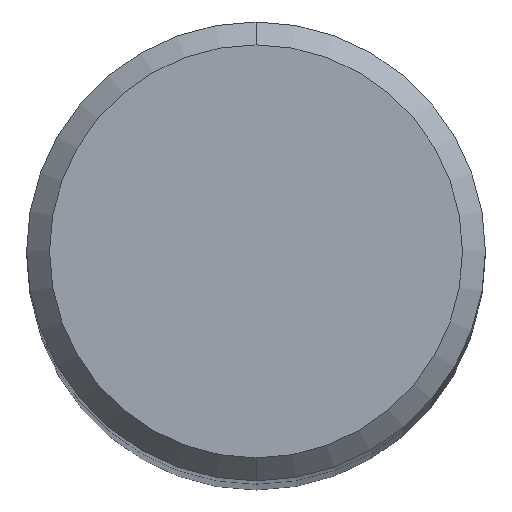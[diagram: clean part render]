
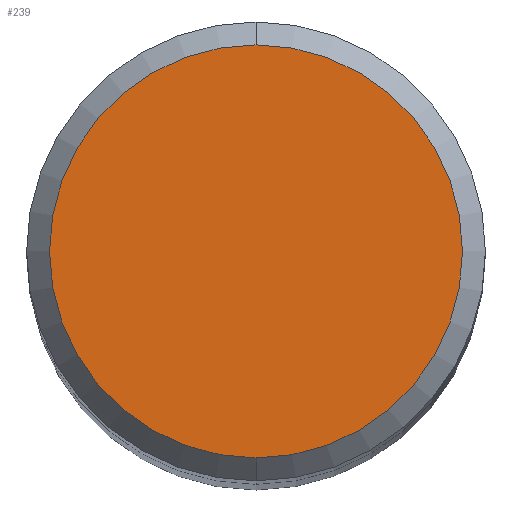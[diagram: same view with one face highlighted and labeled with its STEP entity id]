
A CAD part, top view. The second image highlights one B-rep face of the part: STEP entity #239.
In plain terms, the highlighted planar face has unit normal (0, 0, 1).
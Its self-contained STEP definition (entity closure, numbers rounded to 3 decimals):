
#239=ADVANCED_FACE('',(#539),#540,.T.);
#251=VERTEX_POINT('',#553);
#257=EDGE_CURVE('',#379,#251,#559,.T.);
#375=EDGE_CURVE('',#251,#379,#687,.T.);
#379=VERTEX_POINT('',#692);
#539=FACE_OUTER_BOUND('',#985,.T.);
#540=PLANE('',#986);
#553=CARTESIAN_POINT('',(0.0,4.5,0.0));
#559=CIRCLE('',#1008,4.5);
#687=CIRCLE('',#1271,4.5);
#692=CARTESIAN_POINT('',(0.,-4.5,0.0));
#985=EDGE_LOOP('',(#1516,#1517));
#986=AXIS2_PLACEMENT_3D('',#1518,#1519,#1520);
#1008=AXIS2_PLACEMENT_3D('',#1530,#1531,#1532);
#1271=AXIS2_PLACEMENT_3D('',#1663,#1664,#1665);
#1516=ORIENTED_EDGE('',*,*,#375,.F.);
#1517=ORIENTED_EDGE('',*,*,#257,.F.);
#1518=CARTESIAN_POINT('',(0.0,2.25,0.0));
#1519=DIRECTION('',(-0.0,0.0,1.0));
#1520=DIRECTION('',(0.0,-1.0,0.0));
#1530=CARTESIAN_POINT('',(0.0,0.0,0.0));
#1531=DIRECTION('',(0.0,0.0,-1.0));
#1532=DIRECTION('',(0.0,1.0,0.0));
#1663=CARTESIAN_POINT('',(0.0,0.0,0.0));
#1664=DIRECTION('',(0.0,0.0,-1.0));
#1665=DIRECTION('',(0.0,1.0,0.0));
